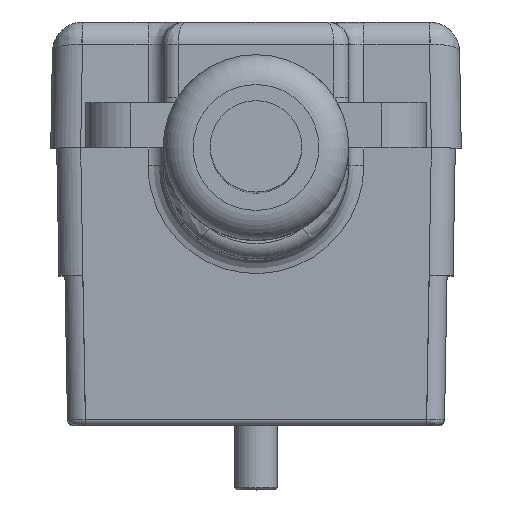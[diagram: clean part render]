
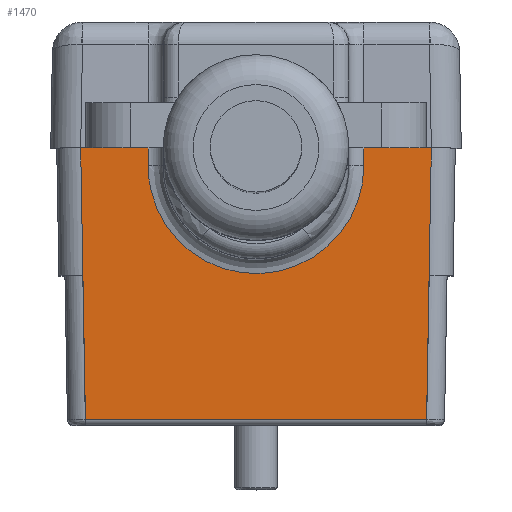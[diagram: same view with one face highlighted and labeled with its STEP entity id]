
A CAD part, top view. The second image highlights one B-rep face of the part: STEP entity #1470.
In plain terms, the highlighted planar face has unit normal (0, -0.018, 1).
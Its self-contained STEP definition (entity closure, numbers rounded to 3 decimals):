
#168=PLANE('',#4482);
#323=FACE_OUTER_BOUND('',#1782,.T.);
#561=LINE('',#6135,#995);
#562=LINE('',#6138,#996);
#563=LINE('',#6140,#997);
#564=LINE('',#6142,#998);
#565=LINE('',#6144,#999);
#566=LINE('',#6146,#1000);
#567=LINE('',#6148,#1001);
#568=LINE('',#6152,#1002);
#569=LINE('',#6154,#1003);
#570=LINE('',#6156,#1004);
#571=LINE('',#6158,#1005);
#995=VECTOR('',#4905,1.);
#996=VECTOR('',#4906,1.);
#997=VECTOR('',#4907,1.);
#998=VECTOR('',#4908,1.);
#999=VECTOR('',#4909,1.);
#1000=VECTOR('',#4910,1.);
#1001=VECTOR('',#4911,1.);
#1002=VECTOR('',#4914,1.);
#1003=VECTOR('',#4915,1.);
#1004=VECTOR('',#4916,1.);
#1005=VECTOR('',#4917,1.);
#1427=ELLIPSE('',#4481,7.201,7.2);
#1470=ADVANCED_FACE('',(#323),#168,.T.);
#1782=EDGE_LOOP('',(#2083,#2084,#2085,#2086,#2087,#2088,#2089,#2090,#2091,
#2092,#2093,#2094));
#2083=ORIENTED_EDGE('',*,*,#3740,.T.);
#2084=ORIENTED_EDGE('',*,*,#3741,.T.);
#2085=ORIENTED_EDGE('',*,*,#3742,.T.);
#2086=ORIENTED_EDGE('',*,*,#3743,.T.);
#2087=ORIENTED_EDGE('',*,*,#3744,.T.);
#2088=ORIENTED_EDGE('',*,*,#3745,.T.);
#2089=ORIENTED_EDGE('',*,*,#3746,.T.);
#2090=ORIENTED_EDGE('',*,*,#3747,.T.);
#2091=ORIENTED_EDGE('',*,*,#3748,.T.);
#2092=ORIENTED_EDGE('',*,*,#3749,.T.);
#2093=ORIENTED_EDGE('',*,*,#3750,.F.);
#2094=ORIENTED_EDGE('',*,*,#3751,.T.);
#3339=VERTEX_POINT('',#6136);
#3340=VERTEX_POINT('',#6137);
#3341=VERTEX_POINT('',#6139);
#3342=VERTEX_POINT('',#6141);
#3343=VERTEX_POINT('',#6143);
#3344=VERTEX_POINT('',#6145);
#3345=VERTEX_POINT('',#6147);
#3346=VERTEX_POINT('',#6149);
#3347=VERTEX_POINT('',#6151);
#3348=VERTEX_POINT('',#6153);
#3349=VERTEX_POINT('',#6155);
#3350=VERTEX_POINT('',#6157);
#3740=EDGE_CURVE('',#3339,#3340,#561,.T.);
#3741=EDGE_CURVE('',#3340,#3341,#562,.T.);
#3742=EDGE_CURVE('',#3341,#3342,#563,.T.);
#3743=EDGE_CURVE('',#3342,#3343,#564,.T.);
#3744=EDGE_CURVE('',#3343,#3344,#565,.T.);
#3745=EDGE_CURVE('',#3344,#3345,#566,.T.);
#3746=EDGE_CURVE('',#3345,#3346,#567,.T.);
#3747=EDGE_CURVE('',#3346,#3347,#1427,.T.);
#3748=EDGE_CURVE('',#3347,#3348,#568,.T.);
#3749=EDGE_CURVE('',#3348,#3349,#569,.T.);
#3750=EDGE_CURVE('',#3350,#3349,#570,.T.);
#3751=EDGE_CURVE('',#3350,#3339,#571,.T.);
#4481=AXIS2_PLACEMENT_3D('',#6150,#4912,#4913);
#4482=AXIS2_PLACEMENT_3D('',#6159,#4918,#4919);
#4905=DIRECTION('',(0.017,-1.,-0.017));
#4906=DIRECTION('',(1.,0.,0.));
#4907=DIRECTION('',(0.017,1.,0.017));
#4908=DIRECTION('',(-1.,0.,0.));
#4909=DIRECTION('',(-1.,0.,0.));
#4910=DIRECTION('',(-1.,0.,0.));
#4911=DIRECTION('',(0.,-1.,-0.017));
#4912=DIRECTION('',(0.,0.017,-1.));
#4913=DIRECTION('',(0.,1.,0.017));
#4914=DIRECTION('',(0.,1.,0.017));
#4915=DIRECTION('',(-1.,0.,0.));
#4916=DIRECTION('',(1.,0.,0.));
#4917=DIRECTION('',(-1.,0.,0.));
#4918=DIRECTION('',(0.,-0.017,1.));
#4919=DIRECTION('',(-1.,0.,0.));
#6135=CARTESIAN_POINT('',(-11.827,7.245,-5.974));
#6136=CARTESIAN_POINT('',(-11.7,0.,-6.1));
#6137=CARTESIAN_POINT('',(-11.384,-18.107,-6.416));
#6138=CARTESIAN_POINT('',(-14.45,-18.107,-6.416));
#6139=CARTESIAN_POINT('',(11.384,-18.107,-6.416));
#6140=CARTESIAN_POINT('',(11.701,0.028,-6.1));
#6141=CARTESIAN_POINT('',(11.7,0.,-6.1));
#6142=CARTESIAN_POINT('',(-14.45,0.,-6.1));
#6143=CARTESIAN_POINT('',(11.35,0.,-6.1));
#6144=CARTESIAN_POINT('',(11.35,0.,-6.1));
#6145=CARTESIAN_POINT('',(9.35,0.,-6.1));
#6146=CARTESIAN_POINT('',(-14.45,0.,-6.1));
#6147=CARTESIAN_POINT('',(7.2,0.,-6.1));
#6148=CARTESIAN_POINT('',(7.2,-1.2,-6.121));
#6149=CARTESIAN_POINT('',(7.2,-1.183,-6.121));
#6150=CARTESIAN_POINT('',(0.,-1.183,-6.121));
#6151=CARTESIAN_POINT('',(-7.2,-1.183,-6.121));
#6152=CARTESIAN_POINT('',(-7.2,0.,-6.1));
#6153=CARTESIAN_POINT('',(-7.2,0.,-6.1));
#6154=CARTESIAN_POINT('',(-14.45,0.,-6.1));
#6155=CARTESIAN_POINT('',(-9.35,0.,-6.1));
#6156=CARTESIAN_POINT('',(-11.35,0.,-6.1));
#6157=CARTESIAN_POINT('',(-11.35,0.,-6.1));
#6158=CARTESIAN_POINT('',(-14.45,0.,-6.1));
#6159=CARTESIAN_POINT('',(-14.45,7.199,-5.974));
